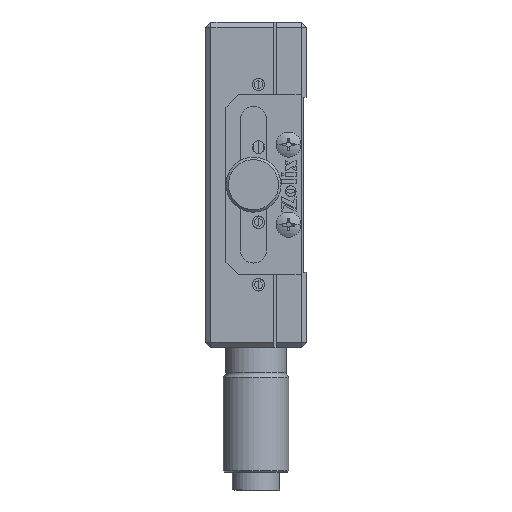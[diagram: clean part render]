
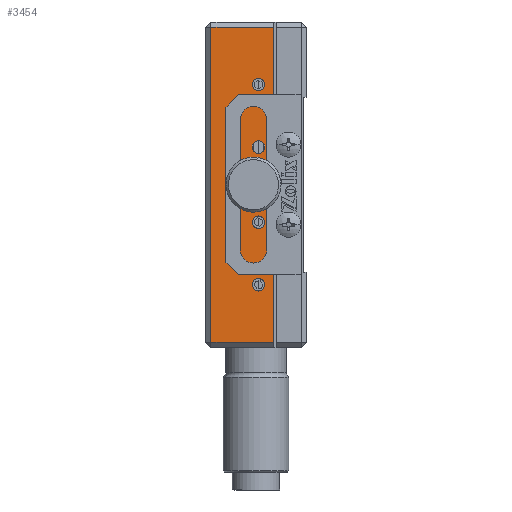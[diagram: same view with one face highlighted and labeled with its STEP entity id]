
A CAD part, left-side view. The second image highlights one B-rep face of the part: STEP entity #3454.
In plain terms, the highlighted planar face has unit normal (-1, 0, 0).
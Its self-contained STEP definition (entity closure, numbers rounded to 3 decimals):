
#69 = CIRCLE ( 'NONE', #4054, 2.1 ) ;
#143 = VERTEX_POINT ( 'NONE', #6078 ) ;
#731 = EDGE_CURVE ( 'NONE', #26628, #19315, #23478, .T. ) ;
#738 = ORIENTED_EDGE ( 'NONE', *, *, #13483, .F. ) ;
#902 = FACE_BOUND ( 'NONE', #23340, .T. ) ;
#977 = EDGE_CURVE ( 'NONE', #9182, #14672, #5098, .T. ) ;
#1077 = ORIENTED_EDGE ( 'NONE', *, *, #11113, .F. ) ;
#1343 = LINE ( 'NONE', #14588, #23060 ) ;
#1555 = CIRCLE ( 'NONE', #3160, 1.25 ) ;
#1747 = EDGE_CURVE ( 'NONE', #3957, #24957, #1343, .T. ) ;
#1874 = DIRECTION ( 'NONE',  ( 0., 0., 1. ) ) ;
#2061 = ORIENTED_EDGE ( 'NONE', *, *, #4247, .F. ) ;
#2112 = ORIENTED_EDGE ( 'NONE', *, *, #731, .F. ) ;
#2412 = DIRECTION ( 'NONE',  ( -1., 0., 0. ) ) ;
#2583 = FACE_BOUND ( 'NONE', #9114, .T. ) ;
#2909 = FACE_BOUND ( 'NONE', #24226, .T. ) ;
#3160 = AXIS2_PLACEMENT_3D ( 'NONE', #14455, #14549, #12206 ) ;
#3454 = ADVANCED_FACE ( 'NONE', ( #7271, #2909, #902, #19330, #2583, #6273 ), #19202, .T. ) ;
#3918 = CARTESIAN_POINT ( 'NONE',  ( -32.721, -7.77, 65.354 ) ) ;
#3957 = VERTEX_POINT ( 'NONE', #27285 ) ;
#4054 = AXIS2_PLACEMENT_3D ( 'NONE', #10925, #25862, #12775 ) ;
#4247 = EDGE_CURVE ( 'NONE', #143, #12425, #1555, .T. ) ;
#4324 = EDGE_LOOP ( 'NONE', ( #4459, #2061 ) ) ;
#4459 = ORIENTED_EDGE ( 'NONE', *, *, #18143, .F. ) ;
#4745 = DIRECTION ( 'NONE',  ( 0., 0., 1. ) ) ;
#4822 = CARTESIAN_POINT ( 'NONE',  ( -32.721, -7.77, 65.354 ) ) ;
#4976 = AXIS2_PLACEMENT_3D ( 'NONE', #23437, #2412, #19547 ) ;
#5098 = LINE ( 'NONE', #22999, #14468 ) ;
#5443 = CARTESIAN_POINT ( 'NONE',  ( -32.721, -6.77, 70.754 ) ) ;
#5760 = DIRECTION ( 'NONE',  ( 0., 0., 1. ) ) ;
#6078 = CARTESIAN_POINT ( 'NONE',  ( -32.721, -7.77, 79.104 ) ) ;
#6273 = FACE_OUTER_BOUND ( 'NONE', #17259, .T. ) ;
#6382 = DIRECTION ( 'NONE',  ( 0., 0., 1. ) ) ;
#6959 = EDGE_CURVE ( 'NONE', #9339, #9657, #7108, .T. ) ;
#7108 = CIRCLE ( 'NONE', #25630, 1.25 ) ;
#7220 = DIRECTION ( 'NONE',  ( 0., 0., 1. ) ) ;
#7271 = FACE_BOUND ( 'NONE', #21910, .T. ) ;
#7350 = EDGE_CURVE ( 'NONE', #14361, #25465, #27491, .T. ) ;
#8986 = CARTESIAN_POINT ( 'NONE',  ( -32.721, -6.77, 74.954 ) ) ;
#9114 = EDGE_LOOP ( 'NONE', ( #9946, #738 ) ) ;
#9182 = VERTEX_POINT ( 'NONE', #14230 ) ;
#9187 = ORIENTED_EDGE ( 'NONE', *, *, #10596, .F. ) ;
#9253 = LINE ( 'NONE', #9911, #16943 ) ;
#9339 = VERTEX_POINT ( 'NONE', #19184 ) ;
#9536 = VERTEX_POINT ( 'NONE', #8986 ) ;
#9657 = VERTEX_POINT ( 'NONE', #24199 ) ;
#9754 = CARTESIAN_POINT ( 'NONE',  ( -32.721, -7.77, 91.604 ) ) ;
#9911 = CARTESIAN_POINT ( 'NONE',  ( -32.721, -10.77, 104.354 ) ) ;
#9946 = ORIENTED_EDGE ( 'NONE', *, *, #22443, .F. ) ;
#10267 = ORIENTED_EDGE ( 'NONE', *, *, #1747, .T. ) ;
#10325 = DIRECTION ( 'NONE',  ( 0., 0., 1. ) ) ;
#10428 = CARTESIAN_POINT ( 'NONE',  ( -32.721, -7.77, 52.854 ) ) ;
#10530 = CIRCLE ( 'NONE', #17797, 1.25 ) ;
#10596 = EDGE_CURVE ( 'NONE', #25465, #14361, #19894, .T. ) ;
#10605 = DIRECTION ( 'NONE',  ( -1., 0., 0. ) ) ;
#10657 = CIRCLE ( 'NONE', #14105, 1.25 ) ;
#10726 = DIRECTION ( 'NONE',  ( -1., 0., 0. ) ) ;
#10925 = CARTESIAN_POINT ( 'NONE',  ( -32.721, -6.77, 72.854 ) ) ;
#11113 = EDGE_CURVE ( 'NONE', #19315, #26628, #10530, .T. ) ;
#11205 = DIRECTION ( 'NONE',  ( 0., 0., 1. ) ) ;
#11362 = CARTESIAN_POINT ( 'NONE',  ( -32.721, -7.77, 80.354 ) ) ;
#11546 = AXIS2_PLACEMENT_3D ( 'NONE', #11362, #20034, #7220 ) ;
#12206 = DIRECTION ( 'NONE',  ( 0., 0., 1. ) ) ;
#12425 = VERTEX_POINT ( 'NONE', #15392 ) ;
#12775 = DIRECTION ( 'NONE',  ( 0., 0., 1. ) ) ;
#13483 = EDGE_CURVE ( 'NONE', #13631, #9536, #69, .T. ) ;
#13631 = VERTEX_POINT ( 'NONE', #5443 ) ;
#14105 = AXIS2_PLACEMENT_3D ( 'NONE', #25018, #25691, #5760 ) ;
#14135 = CARTESIAN_POINT ( 'NONE',  ( -32.721, -7.77, 66.604 ) ) ;
#14230 = CARTESIAN_POINT ( 'NONE',  ( -32.721, -10.77, 41.354 ) ) ;
#14361 = VERTEX_POINT ( 'NONE', #25583 ) ;
#14441 = CARTESIAN_POINT ( 'NONE',  ( -32.721, -10.77, 104.354 ) ) ;
#14443 = DIRECTION ( 'NONE',  ( 0., 0., 1. ) ) ;
#14455 = CARTESIAN_POINT ( 'NONE',  ( -32.721, -7.77, 80.354 ) ) ;
#14468 = VECTOR ( 'NONE', #14443, 1000. ) ;
#14518 = DIRECTION ( 'NONE',  ( -1., 0., 0. ) ) ;
#14549 = DIRECTION ( 'NONE',  ( -1., 0., 0. ) ) ;
#14588 = CARTESIAN_POINT ( 'NONE',  ( -32.721, 1.73, 40.354 ) ) ;
#14672 = VERTEX_POINT ( 'NONE', #14441 ) ;
#14723 = CARTESIAN_POINT ( 'NONE',  ( -32.721, -10.77, 40.354 ) ) ;
#15119 = AXIS2_PLACEMENT_3D ( 'NONE', #23494, #10726, #25662 ) ;
#15392 = CARTESIAN_POINT ( 'NONE',  ( -32.721, -7.77, 81.604 ) ) ;
#16797 = AXIS2_PLACEMENT_3D ( 'NONE', #14723, #10605, #6382 ) ;
#16943 = VECTOR ( 'NONE', #20542, 1000. ) ;
#17038 = AXIS2_PLACEMENT_3D ( 'NONE', #19442, #21743, #4745 ) ;
#17259 = EDGE_LOOP ( 'NONE', ( #24680, #21092, #10267, #18975 ) ) ;
#17797 = AXIS2_PLACEMENT_3D ( 'NONE', #3918, #14518, #10325 ) ;
#17813 = DIRECTION ( 'NONE',  ( -1., 0., 0. ) ) ;
#18143 = EDGE_CURVE ( 'NONE', #12425, #143, #19902, .T. ) ;
#18583 = CIRCLE ( 'NONE', #4976, 2.1 ) ;
#18886 = DIRECTION ( 'NONE',  ( 0., 0., -1. ) ) ;
#18975 = ORIENTED_EDGE ( 'NONE', *, *, #21028, .T. ) ;
#19184 = CARTESIAN_POINT ( 'NONE',  ( -32.721, -7.77, 54.104 ) ) ;
#19202 = PLANE ( 'NONE',  #16797 ) ;
#19315 = VERTEX_POINT ( 'NONE', #25227 ) ;
#19330 = FACE_BOUND ( 'NONE', #4324, .T. ) ;
#19442 = CARTESIAN_POINT ( 'NONE',  ( -32.721, -7.77, 92.854 ) ) ;
#19449 = DIRECTION ( 'NONE',  ( 0., -1., 0. ) ) ;
#19547 = DIRECTION ( 'NONE',  ( 0., 0., 1. ) ) ;
#19894 = CIRCLE ( 'NONE', #15119, 1.25 ) ;
#19902 = CIRCLE ( 'NONE', #11546, 1.25 ) ;
#20034 = DIRECTION ( 'NONE',  ( -1., 0., 0. ) ) ;
#20447 = ORIENTED_EDGE ( 'NONE', *, *, #21404, .F. ) ;
#20542 = DIRECTION ( 'NONE',  ( 0., 1., 0. ) ) ;
#21028 = EDGE_CURVE ( 'NONE', #24957, #9182, #25380, .T. ) ;
#21092 = ORIENTED_EDGE ( 'NONE', *, *, #27069, .T. ) ;
#21404 = EDGE_CURVE ( 'NONE', #9657, #9339, #10657, .T. ) ;
#21484 = CARTESIAN_POINT ( 'NONE',  ( -32.721, -10.77, 41.354 ) ) ;
#21743 = DIRECTION ( 'NONE',  ( -1., 0., 0. ) ) ;
#21910 = EDGE_LOOP ( 'NONE', ( #2112, #1077 ) ) ;
#22017 = VECTOR ( 'NONE', #19449, 1000. ) ;
#22443 = EDGE_CURVE ( 'NONE', #9536, #13631, #18583, .T. ) ;
#22475 = CARTESIAN_POINT ( 'NONE',  ( -32.721, 1.73, 41.354 ) ) ;
#22965 = ORIENTED_EDGE ( 'NONE', *, *, #6959, .F. ) ;
#22999 = CARTESIAN_POINT ( 'NONE',  ( -32.721, -10.77, 40.354 ) ) ;
#23060 = VECTOR ( 'NONE', #18886, 1000. ) ;
#23340 = EDGE_LOOP ( 'NONE', ( #26658, #9187 ) ) ;
#23437 = CARTESIAN_POINT ( 'NONE',  ( -32.721, -6.77, 72.854 ) ) ;
#23478 = CIRCLE ( 'NONE', #27120, 1.25 ) ;
#23494 = CARTESIAN_POINT ( 'NONE',  ( -32.721, -7.77, 92.854 ) ) ;
#24199 = CARTESIAN_POINT ( 'NONE',  ( -32.721, -7.77, 51.604 ) ) ;
#24226 = EDGE_LOOP ( 'NONE', ( #22965, #20447 ) ) ;
#24680 = ORIENTED_EDGE ( 'NONE', *, *, #977, .T. ) ;
#24957 = VERTEX_POINT ( 'NONE', #22475 ) ;
#25018 = CARTESIAN_POINT ( 'NONE',  ( -32.721, -7.77, 52.854 ) ) ;
#25170 = DIRECTION ( 'NONE',  ( -1., 0., 0. ) ) ;
#25227 = CARTESIAN_POINT ( 'NONE',  ( -32.721, -7.77, 64.104 ) ) ;
#25380 = LINE ( 'NONE', #21484, #22017 ) ;
#25465 = VERTEX_POINT ( 'NONE', #9754 ) ;
#25583 = CARTESIAN_POINT ( 'NONE',  ( -32.721, -7.77, 94.104 ) ) ;
#25630 = AXIS2_PLACEMENT_3D ( 'NONE', #10428, #25170, #1874 ) ;
#25662 = DIRECTION ( 'NONE',  ( 0., 0., 1. ) ) ;
#25691 = DIRECTION ( 'NONE',  ( -1., 0., 0. ) ) ;
#25862 = DIRECTION ( 'NONE',  ( -1., 0., 0. ) ) ;
#26628 = VERTEX_POINT ( 'NONE', #14135 ) ;
#26658 = ORIENTED_EDGE ( 'NONE', *, *, #7350, .F. ) ;
#27069 = EDGE_CURVE ( 'NONE', #14672, #3957, #9253, .T. ) ;
#27120 = AXIS2_PLACEMENT_3D ( 'NONE', #4822, #17813, #11205 ) ;
#27285 = CARTESIAN_POINT ( 'NONE',  ( -32.721, 1.73, 104.354 ) ) ;
#27491 = CIRCLE ( 'NONE', #17038, 1.25 ) ;
